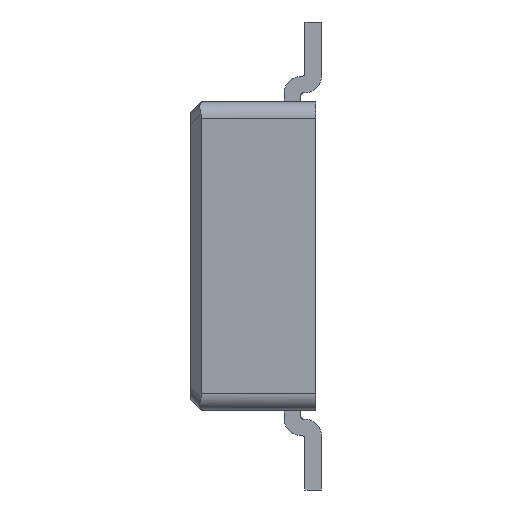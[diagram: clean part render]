
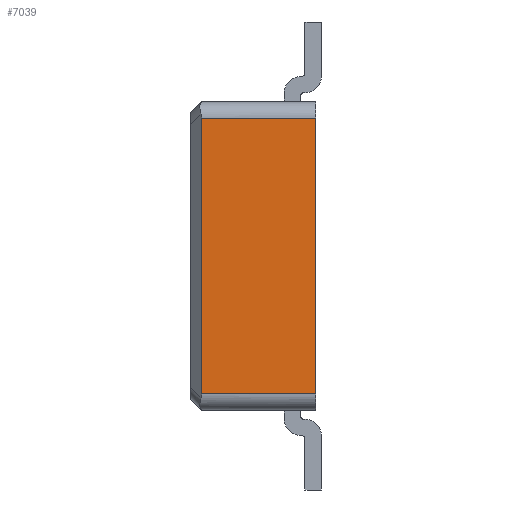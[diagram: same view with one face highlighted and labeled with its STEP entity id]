
A CAD part, left-side view. The second image highlights one B-rep face of the part: STEP entity #7039.
In plain terms, the highlighted planar face has unit normal (-1, 0, 0).
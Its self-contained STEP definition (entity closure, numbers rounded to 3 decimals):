
#380 = VERTEX_POINT('',#381);
#381 = CARTESIAN_POINT('',(-3.475,-0.575,-1.265));
#388 = EDGE_CURVE('',#380,#389,#391,.T.);
#389 = VERTEX_POINT('',#390);
#390 = CARTESIAN_POINT('',(-3.475,-0.575,1.265));
#391 = LINE('',#392,#393);
#392 = CARTESIAN_POINT('',(-3.475,-0.575,-1.265));
#393 = VECTOR('',#394,1.);
#394 = DIRECTION('',(0.,0.,1.));
#6882 = EDGE_CURVE('',#380,#6883,#6885,.T.);
#6883 = VERTEX_POINT('',#6884);
#6884 = CARTESIAN_POINT('',(-3.475,0.475,-1.265));
#6885 = LINE('',#6886,#6887);
#6886 = CARTESIAN_POINT('',(-3.475,-0.575,-1.265));
#6887 = VECTOR('',#6888,1.);
#6888 = DIRECTION('',(0.,1.,0.));
#6940 = VERTEX_POINT('',#6941);
#6941 = CARTESIAN_POINT('',(-3.475,0.475,1.265));
#6952 = EDGE_CURVE('',#6883,#6940,#6953,.T.);
#6953 = LINE('',#6954,#6955);
#6954 = CARTESIAN_POINT('',(-3.475,0.475,-1.265));
#6955 = VECTOR('',#6956,1.);
#6956 = DIRECTION('',(0.,0.,1.));
#6988 = EDGE_CURVE('',#6940,#389,#6989,.T.);
#6989 = LINE('',#6990,#6991);
#6990 = CARTESIAN_POINT('',(-3.475,0.475,1.265));
#6991 = VECTOR('',#6992,1.);
#6992 = DIRECTION('',(0.,-1.,0.));
#7039 = ADVANCED_FACE('',(#7040),#7046,.T.);
#7040 = FACE_BOUND('',#7041,.F.);
#7041 = EDGE_LOOP('',(#7042,#7043,#7044,#7045));
#7042 = ORIENTED_EDGE('',*,*,#6988,.T.);
#7043 = ORIENTED_EDGE('',*,*,#388,.F.);
#7044 = ORIENTED_EDGE('',*,*,#6882,.T.);
#7045 = ORIENTED_EDGE('',*,*,#6952,.T.);
#7046 = PLANE('',#7047);
#7047 = AXIS2_PLACEMENT_3D('',#7048,#7049,#7050);
#7048 = CARTESIAN_POINT('',(-3.475,0.575,-1.415));
#7049 = DIRECTION('',(-1.,0.,0.));
#7050 = DIRECTION('',(0.,-1.,0.));
